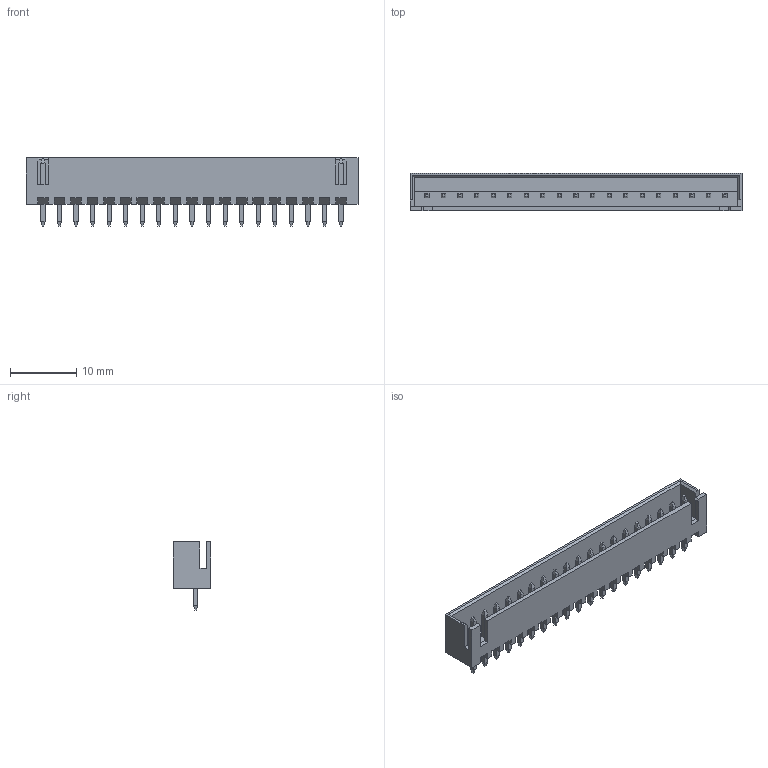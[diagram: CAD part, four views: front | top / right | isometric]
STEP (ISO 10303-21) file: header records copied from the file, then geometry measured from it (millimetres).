
FILE_DESCRIPTION (( 'STEP AP214' ), '1' );
FILE_NAME ('User Library-PW10_XX_M.STEP', '2019-07-29T15:26:16', ( '' ), ( '' ), 'SwSTEP 2.0', 'SolidWorks 2019', '' );
FILE_SCHEMA (( 'AUTOMOTIVE_DESIGN' ));
Length unit declared in the file: millimetre
Products named in the file (1): User Library-PW10_XX_M
Bounding box: 50.1 x 5.7 x 10.3 mm (x, y, z)
Volume: 826.8 mm3; surface area: 2324.4 mm2
Topology: 1 solids, 1 shells, 489 faces, 1193 edges, 744 vertices
Faces by surface type: plane 489
Entity records: 19248 total; most frequent: CARTESIAN_POINT 2427, ORIENTED_EDGE 2386, DIRECTION 2173, VECTOR 1193, EDGE_CURVE 1193, LINE 1193, VERTEX_POINT 744, EDGE_LOOP 527
